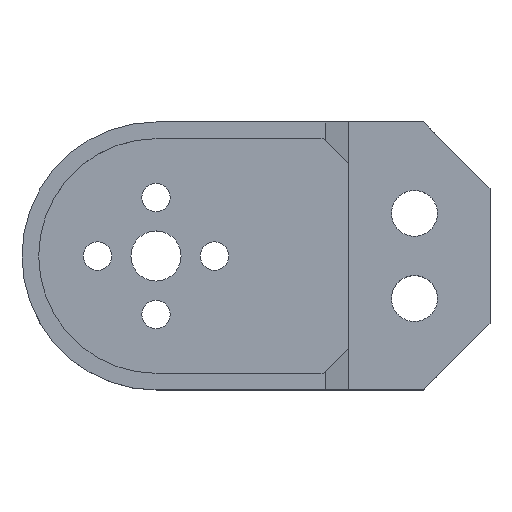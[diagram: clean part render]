
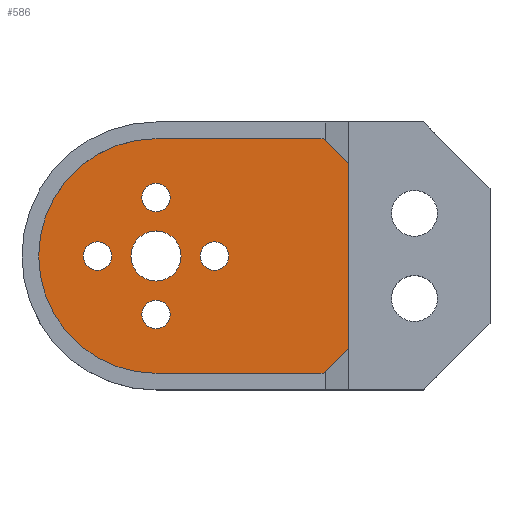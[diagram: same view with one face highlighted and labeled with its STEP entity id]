
A CAD part, top view. The second image highlights one B-rep face of the part: STEP entity #586.
In plain terms, the highlighted planar face has unit normal (0, 0, 1).
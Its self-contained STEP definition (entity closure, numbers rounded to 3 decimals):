
#33=FACE_BOUND('',#113,.T.);
#34=FACE_BOUND('',#114,.T.);
#35=FACE_BOUND('',#115,.T.);
#36=FACE_BOUND('',#116,.T.);
#37=FACE_BOUND('',#117,.T.);
#51=CIRCLE('',#646,14.05);
#52=CIRCLE('',#648,3.);
#53=CIRCLE('',#649,1.7);
#54=CIRCLE('',#650,1.7);
#55=CIRCLE('',#651,1.7);
#56=CIRCLE('',#652,1.7);
#78=FACE_OUTER_BOUND('',#112,.T.);
#112=EDGE_LOOP('',(#440,#441,#442,#443,#444,#445));
#113=EDGE_LOOP('',(#446));
#114=EDGE_LOOP('',(#447));
#115=EDGE_LOOP('',(#448));
#116=EDGE_LOOP('',(#449));
#117=EDGE_LOOP('',(#450));
#161=LINE('',#895,#216);
#181=LINE('',#943,#236);
#182=LINE('',#944,#237);
#183=LINE('',#946,#238);
#184=LINE('',#947,#239);
#216=VECTOR('',#713,10.);
#236=VECTOR('',#751,10.);
#237=VECTOR('',#752,10.);
#238=VECTOR('',#753,10.);
#239=VECTOR('',#754,10.);
#272=VERTEX_POINT('',#892);
#273=VERTEX_POINT('',#894);
#290=VERTEX_POINT('',#936);
#291=VERTEX_POINT('',#937);
#292=VERTEX_POINT('',#942);
#293=VERTEX_POINT('',#945);
#294=VERTEX_POINT('',#948);
#295=VERTEX_POINT('',#950);
#296=VERTEX_POINT('',#952);
#297=VERTEX_POINT('',#954);
#298=VERTEX_POINT('',#956);
#327=EDGE_CURVE('',#273,#272,#161,.T.);
#348=EDGE_CURVE('',#290,#291,#51,.T.);
#351=EDGE_CURVE('',#291,#292,#181,.T.);
#352=EDGE_CURVE('',#292,#273,#182,.T.);
#353=EDGE_CURVE('',#272,#293,#183,.T.);
#354=EDGE_CURVE('',#293,#290,#184,.T.);
#355=EDGE_CURVE('',#294,#294,#52,.T.);
#356=EDGE_CURVE('',#295,#295,#53,.T.);
#357=EDGE_CURVE('',#296,#296,#54,.T.);
#358=EDGE_CURVE('',#297,#297,#55,.T.);
#359=EDGE_CURVE('',#298,#298,#56,.T.);
#440=ORIENTED_EDGE('',*,*,#348,.T.);
#441=ORIENTED_EDGE('',*,*,#351,.T.);
#442=ORIENTED_EDGE('',*,*,#352,.T.);
#443=ORIENTED_EDGE('',*,*,#327,.T.);
#444=ORIENTED_EDGE('',*,*,#353,.T.);
#445=ORIENTED_EDGE('',*,*,#354,.T.);
#446=ORIENTED_EDGE('',*,*,#355,.T.);
#447=ORIENTED_EDGE('',*,*,#356,.T.);
#448=ORIENTED_EDGE('',*,*,#357,.T.);
#449=ORIENTED_EDGE('',*,*,#358,.T.);
#450=ORIENTED_EDGE('',*,*,#359,.T.);
#567=PLANE('',#647);
#586=ADVANCED_FACE('',(#78,#33,#34,#35,#36,#37),#567,.T.);
#646=AXIS2_PLACEMENT_3D('',#938,#745,#746);
#647=AXIS2_PLACEMENT_3D('',#941,#749,#750);
#648=AXIS2_PLACEMENT_3D('',#949,#755,#756);
#649=AXIS2_PLACEMENT_3D('',#951,#757,#758);
#650=AXIS2_PLACEMENT_3D('',#953,#759,#760);
#651=AXIS2_PLACEMENT_3D('',#955,#761,#762);
#652=AXIS2_PLACEMENT_3D('',#957,#763,#764);
#713=DIRECTION('',(0.,1.,0.));
#745=DIRECTION('center_axis',(0.,0.,1.));
#746=DIRECTION('ref_axis',(0.,-1.,0.));
#749=DIRECTION('center_axis',(0.,0.,1.));
#750=DIRECTION('ref_axis',(1.,0.,0.));
#751=DIRECTION('',(1.,0.,0.));
#752=DIRECTION('',(0.707,0.707,0.));
#753=DIRECTION('',(-0.707,0.707,0.));
#754=DIRECTION('',(-1.,0.,0.));
#755=DIRECTION('center_axis',(0.,0.,-1.));
#756=DIRECTION('ref_axis',(1.,0.,0.));
#757=DIRECTION('center_axis',(0.,0.,-1.));
#758=DIRECTION('ref_axis',(-1.,0.,0.));
#759=DIRECTION('center_axis',(0.,0.,-1.));
#760=DIRECTION('ref_axis',(-1.,0.,0.));
#761=DIRECTION('center_axis',(0.,0.,-1.));
#762=DIRECTION('ref_axis',(-1.,0.,0.));
#763=DIRECTION('center_axis',(0.,0.,-1.));
#764=DIRECTION('ref_axis',(-1.,0.,0.));
#892=CARTESIAN_POINT('',(23.,11.05,3.));
#894=CARTESIAN_POINT('',(23.,-11.05,3.));
#895=CARTESIAN_POINT('',(23.,-8.025,3.));
#936=CARTESIAN_POINT('',(0.,14.05,3.));
#937=CARTESIAN_POINT('',(0.,-14.05,3.));
#938=CARTESIAN_POINT('Origin',(0.,0.,3.));
#941=CARTESIAN_POINT('Origin',(0.,0.,3.));
#942=CARTESIAN_POINT('',(20.,-14.05,3.));
#943=CARTESIAN_POINT('',(6.25,-14.05,3.));
#944=CARTESIAN_POINT('',(19.763,-14.288,3.));
#945=CARTESIAN_POINT('',(20.,14.05,3.));
#946=CARTESIAN_POINT('',(19.763,14.288,3.));
#947=CARTESIAN_POINT('',(6.25,14.05,3.));
#948=CARTESIAN_POINT('',(-3.,0.,3.));
#949=CARTESIAN_POINT('Origin',(0.,0.,3.));
#950=CARTESIAN_POINT('',(1.7,-7.,3.));
#951=CARTESIAN_POINT('Origin',(0.,-7.,
3.));
#952=CARTESIAN_POINT('',(1.7,7.,3.));
#953=CARTESIAN_POINT('Origin',(0.,7.,3.));
#954=CARTESIAN_POINT('',(-5.3,0.,3.));
#955=CARTESIAN_POINT('Origin',(-7.,0.,
3.));
#956=CARTESIAN_POINT('',(8.7,0.,3.));
#957=CARTESIAN_POINT('Origin',(7.,0.,3.));
